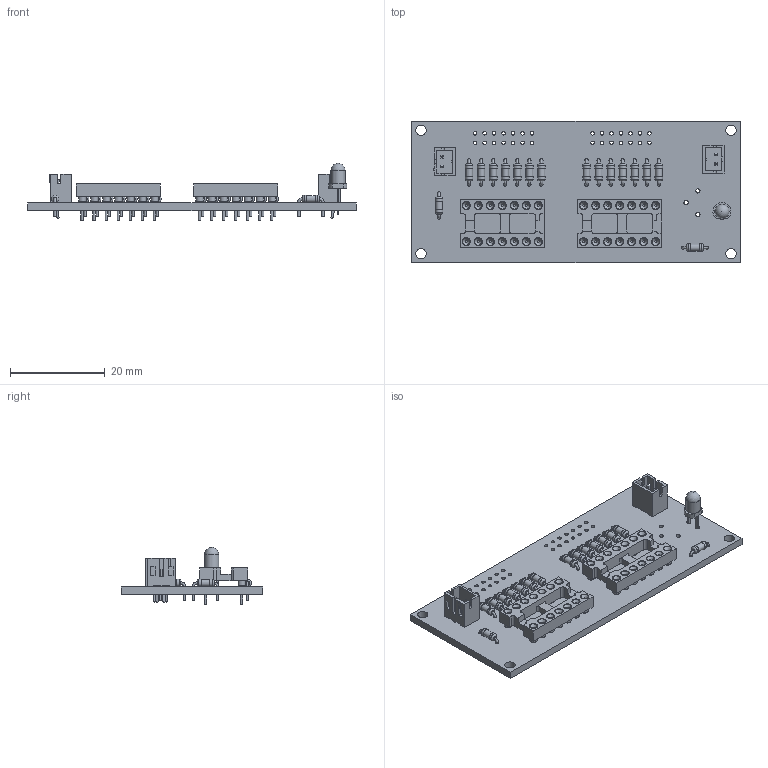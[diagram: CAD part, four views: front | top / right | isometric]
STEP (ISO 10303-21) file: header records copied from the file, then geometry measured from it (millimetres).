
FILE_DESCRIPTION(('KiCad electronic assembly'),'2;1');
FILE_NAME('TR2_shifter_rev5.step','2021-01-12T09:00:31',('An Author'),( 'A Company'),'Open CASCADE STEP processor 6.9', 'KiCad to STEP converter','Unknown');
FILE_SCHEMA(('AUTOMOTIVE_DESIGN { 1 0 10303 214 1 1 1 1 }'));
Length unit declared in the file: millimetre
Products named in the file (10): Open CASCADE STEP translator 6.9 1; R_Axial_DIN0204_L3.6mm_D1.6mm_P5.08mm_Horizontal; SOLID; LED_D3.0mm; DIP-14_W7.62mm_Socket; JST_PH_B2B-PH-K_1x02_P2.00mm_Vertical; COMPOUND
Assembly tree (26 placements, depth 3):
  Open CASCADE STEP translator 6.9 1
    R_Axial_DIN0204_L3.6mm_D1.6mm_P5.08mm_Horizontal  x16
      SOLID
    LED_D3.0mm
      SOLID
    DIP-14_W7.62mm_Socket  x2
      SOLID
    JST_PH_B2B-PH-K_1x02_P2.00mm_Vertical  x2
      SOLID
    COMPOUND
Bounding box: 69.22 x 29.84 x 12.08 mm (x, y, z)
Volume: 4254.7 mm3; surface area: 7353 mm2
Topology: 22 solids, 22 shells, 963 faces, 1992 edges, 1280 vertices
Faces by surface type: plane 491, cylinder 323, cone 84, torus 64, sphere 1
Full cylindrical faces by diameter (mm): 0.5 x32, 0.508 x56, 0.7 x32, 0.75 x32, 0.8 x28, 0.9 x5, 1.44 x16, 1.524 x28, 1.6 x32, 1.724 x28, 2.2 x4, 3 x1
Entity records: 29958 total; most frequent: CARTESIAN_POINT 5763, DIRECTION 4258, LINE 2220, VECTOR 2220, ORIENTED_EDGE 2024, PCURVE 2024, DEFINITIONAL_REPRESENTATION 2024, EDGE_CURVE 1012
